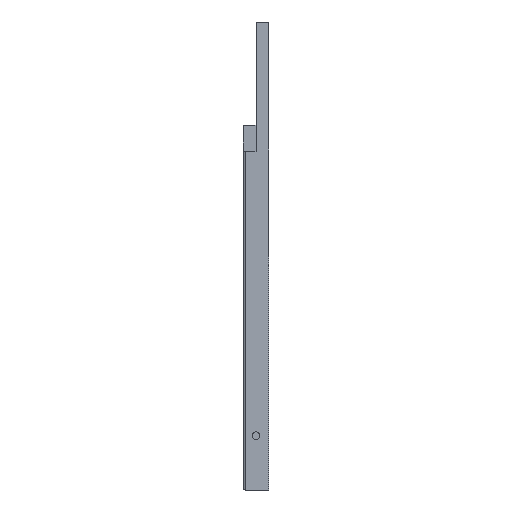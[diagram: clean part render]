
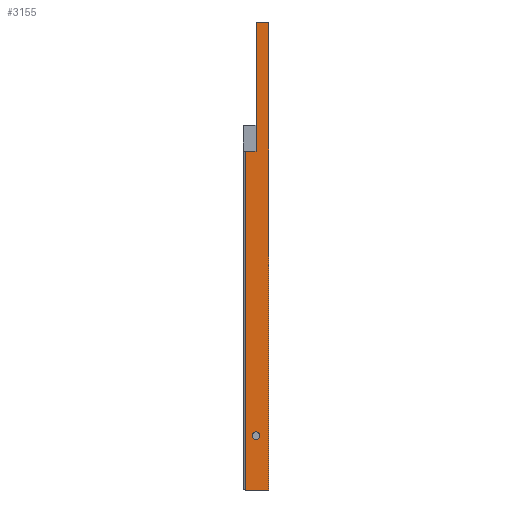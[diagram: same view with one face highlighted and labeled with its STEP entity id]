
A CAD part, left-side view. The second image highlights one B-rep face of the part: STEP entity #3155.
In plain terms, the highlighted planar face has unit normal (-1, 0, 0).
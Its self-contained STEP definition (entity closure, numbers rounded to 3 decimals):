
#333 = VECTOR ( 'NONE', #12198, 1000. ) ;
#747 = CARTESIAN_POINT ( 'NONE',  ( -105., 9., -125. ) ) ;
#771 = LINE ( 'NONE', #3833, #11243 ) ;
#1207 = CIRCLE ( 'NONE', #9950, 1.5 ) ;
#1287 = FACE_OUTER_BOUND ( 'NONE', #3914, .T. ) ;
#1297 = VERTEX_POINT ( 'NONE', #747 ) ;
#1475 = EDGE_CURVE ( 'NONE', #5515, #8646, #5479, .T. ) ;
#1632 = VERTEX_POINT ( 'NONE', #4719 ) ;
#1662 = ORIENTED_EDGE ( 'NONE', *, *, #10540, .F. ) ;
#1910 = CARTESIAN_POINT ( 'NONE',  ( -105., 9., 6. ) ) ;
#2104 = ORIENTED_EDGE ( 'NONE', *, *, #8640, .F. ) ;
#2326 = ORIENTED_EDGE ( 'NONE', *, *, #1475, .F. ) ;
#2342 = CARTESIAN_POINT ( 'NONE',  ( -105., 5., -102.5 ) ) ;
#2352 = DIRECTION ( 'NONE',  ( 0., 0., 1. ) ) ;
#3057 = VECTOR ( 'NONE', #8483, 1000. ) ;
#3155 = ADVANCED_FACE ( 'NONE', ( #6237, #1287 ), #3345, .F. ) ;
#3199 = DIRECTION ( 'NONE',  ( 0., 0., -1. ) ) ;
#3345 = PLANE ( 'NONE',  #9836 ) ;
#3833 = CARTESIAN_POINT ( 'NONE',  ( -105., 0., 56. ) ) ;
#3914 = EDGE_LOOP ( 'NONE', ( #2326, #8372, #12286, #7954, #6991, #6660 ) ) ;
#4239 = CARTESIAN_POINT ( 'NONE',  ( -105., 0., 210. ) ) ;
#4240 = CARTESIAN_POINT ( 'NONE',  ( -105., 5., 6. ) ) ;
#4719 = CARTESIAN_POINT ( 'NONE',  ( -105., 0., 56. ) ) ;
#4964 = EDGE_CURVE ( 'NONE', #8862, #1297, #12265, .T. ) ;
#5192 = DIRECTION ( 'NONE',  ( -1., 0., 0. ) ) ;
#5196 = EDGE_CURVE ( 'NONE', #5515, #1297, #6294, .T. ) ;
#5216 = CARTESIAN_POINT ( 'NONE',  ( -105., 9., 210. ) ) ;
#5298 = CARTESIAN_POINT ( 'NONE',  ( -105., 10., 210. ) ) ;
#5357 = DIRECTION ( 'NONE',  ( 0., 0., -1. ) ) ;
#5465 = CIRCLE ( 'NONE', #7374, 1.5 ) ;
#5479 = LINE ( 'NONE', #10364, #3057 ) ;
#5515 = VERTEX_POINT ( 'NONE', #1910 ) ;
#6237 = FACE_BOUND ( 'NONE', #11857, .T. ) ;
#6294 = LINE ( 'NONE', #5216, #11852 ) ;
#6530 = VECTOR ( 'NONE', #9189, 1000. ) ;
#6660 = ORIENTED_EDGE ( 'NONE', *, *, #10852, .F. ) ;
#6991 = ORIENTED_EDGE ( 'NONE', *, *, #12100, .T. ) ;
#7039 = DIRECTION ( 'NONE',  ( 0., 1., 0. ) ) ;
#7374 = AXIS2_PLACEMENT_3D ( 'NONE', #12929, #10193, #7856 ) ;
#7614 = EDGE_CURVE ( 'NONE', #8862, #1632, #12572, .T. ) ;
#7856 = DIRECTION ( 'NONE',  ( 0., 0., 1. ) ) ;
#7954 = ORIENTED_EDGE ( 'NONE', *, *, #7614, .T. ) ;
#8279 = VERTEX_POINT ( 'NONE', #9960 ) ;
#8372 = ORIENTED_EDGE ( 'NONE', *, *, #5196, .T. ) ;
#8483 = DIRECTION ( 'NONE',  ( 0., -1., 0. ) ) ;
#8640 = EDGE_CURVE ( 'NONE', #9130, #8279, #5465, .T. ) ;
#8646 = VERTEX_POINT ( 'NONE', #4240 ) ;
#8862 = VERTEX_POINT ( 'NONE', #11525 ) ;
#9130 = VERTEX_POINT ( 'NONE', #2342 ) ;
#9189 = DIRECTION ( 'NONE',  ( 0., 0., 1. ) ) ;
#9836 = AXIS2_PLACEMENT_3D ( 'NONE', #5298, #10315, #5357 ) ;
#9950 = AXIS2_PLACEMENT_3D ( 'NONE', #10221, #5192, #11406 ) ;
#9960 = CARTESIAN_POINT ( 'NONE',  ( -105., 5., -105.5 ) ) ;
#10193 = DIRECTION ( 'NONE',  ( -1., 0., 0. ) ) ;
#10221 = CARTESIAN_POINT ( 'NONE',  ( -105., 5., -104. ) ) ;
#10315 = DIRECTION ( 'NONE',  ( 1., 0., 0. ) ) ;
#10364 = CARTESIAN_POINT ( 'NONE',  ( -105., 5., 6. ) ) ;
#10540 = EDGE_CURVE ( 'NONE', #8279, #9130, #1207, .T. ) ;
#10852 = EDGE_CURVE ( 'NONE', #8646, #11809, #12196, .T. ) ;
#11192 = CARTESIAN_POINT ( 'NONE',  ( -105., 0., -125. ) ) ;
#11243 = VECTOR ( 'NONE', #7039, 1000. ) ;
#11274 = CARTESIAN_POINT ( 'NONE',  ( -105., 5., 56. ) ) ;
#11406 = DIRECTION ( 'NONE',  ( 0., 0., 1. ) ) ;
#11525 = CARTESIAN_POINT ( 'NONE',  ( -105., 0., -125. ) ) ;
#11677 = VECTOR ( 'NONE', #2352, 1000. ) ;
#11809 = VERTEX_POINT ( 'NONE', #11274 ) ;
#11852 = VECTOR ( 'NONE', #3199, 1000. ) ;
#11857 = EDGE_LOOP ( 'NONE', ( #2104, #1662 ) ) ;
#12100 = EDGE_CURVE ( 'NONE', #1632, #11809, #771, .T. ) ;
#12134 = CARTESIAN_POINT ( 'NONE',  ( -105., 5., 56. ) ) ;
#12196 = LINE ( 'NONE', #12134, #6530 ) ;
#12198 = DIRECTION ( 'NONE',  ( 0., 1., 0. ) ) ;
#12265 = LINE ( 'NONE', #11192, #333 ) ;
#12286 = ORIENTED_EDGE ( 'NONE', *, *, #4964, .F. ) ;
#12572 = LINE ( 'NONE', #4239, #11677 ) ;
#12929 = CARTESIAN_POINT ( 'NONE',  ( -105., 5., -104. ) ) ;
